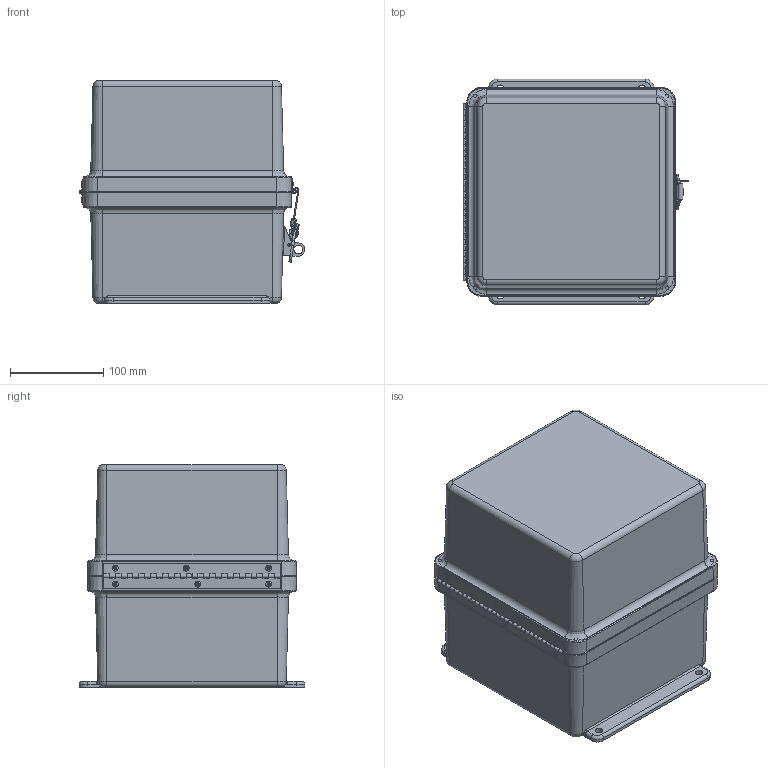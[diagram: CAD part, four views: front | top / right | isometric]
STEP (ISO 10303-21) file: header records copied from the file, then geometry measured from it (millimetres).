
FILE_DESCRIPTION (( 'STEP AP214' ), '1' );
FILE_NAME ('M8088SSH.STEP', '2018-11-06T15:14:50', ( '' ), ( '' ), 'SwSTEP 2.0', 'SolidWorks 2018', '' );
FILE_SCHEMA (( 'AUTOMOTIVE_DESIGN' ));
Length unit declared in the file: inch
Products named in the file (1): M8088SSH
Bounding box: 242.75 x 242.86 x 239.46 mm (x, y, z)
Volume: 1172572.8 mm3; surface area: 619080.7 mm2
Topology: 35 solids, 35 shells, 1137 faces, 2696 edges, 1675 vertices
Faces by surface type: cylinder 443, plane 399, bspline 225, cone 59, torus 11
Full cylindrical faces by diameter (mm): 2.159 x31, 2.4 x1, 2.7 x2, 3 x1, 3.175 x10, 3.25 x1, 3.302 x2, 3.454 x6, 3.5 x1, 3.556 x10, 3.861 x16, 3.962 x11, 4.2 x2, 4.7 x1, 4.9 x1, 5 x2, 5.3 x1, 5.537 x8, 6.35 x10, 6.858 x8, 9.55 x1, 13.3 x1, 13.5 x1
Entity records: 61275 total; most frequent: CARTESIAN_POINT 21740, ORIENTED_EDGE 5026, DIRECTION 4577, EDGE_CURVE 2513, AXIS2_PLACEMENT_3D 1711, VERTEX_POINT 1649, EDGE_LOOP 1476, FACE_OUTER_BOUND 1271
